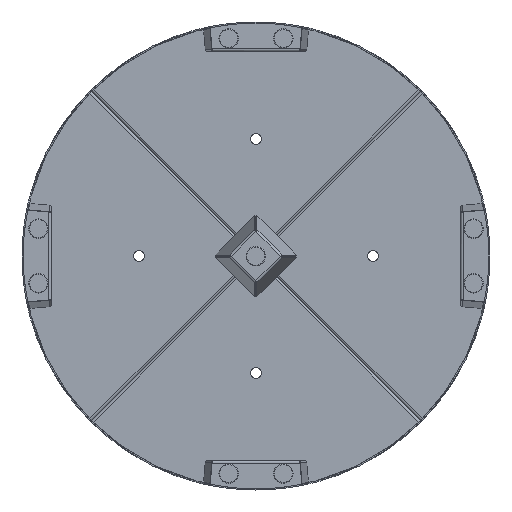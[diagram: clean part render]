
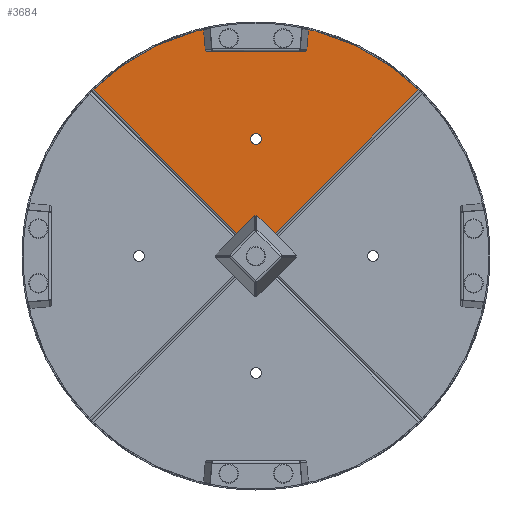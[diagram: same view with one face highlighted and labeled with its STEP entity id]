
A CAD part, front view. The second image highlights one B-rep face of the part: STEP entity #3684.
In plain terms, the highlighted planar face has unit normal (0, -1, 0).
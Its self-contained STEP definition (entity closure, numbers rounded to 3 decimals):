
#115 = CARTESIAN_POINT ( 'NONE',  ( -212.132, -3., -212.132 ) ) ;
#171 = CARTESIAN_POINT ( 'NONE',  ( -212.132, -3., -212.132 ) ) ;
#272 = FACE_OUTER_BOUND ( 'NONE', #3226, .T. ) ;
#346 = CARTESIAN_POINT ( 'NONE',  ( 0., -3., 0. ) ) ;
#399 = VERTEX_POINT ( 'NONE', #4767 ) ;
#927 = EDGE_CURVE ( 'NONE', #6938, #5550, #6485, .T. ) ;
#1078 = CARTESIAN_POINT ( 'NONE',  ( -6., -3., -6. ) ) ;
#1252 = DIRECTION ( 'NONE',  ( 0., 1., 0. ) ) ;
#1498 = CARTESIAN_POINT ( 'NONE',  ( -596.97, -3., -6. ) ) ;
#1976 = AXIS2_PLACEMENT_3D ( 'NONE', #346, #6298, #6878 ) ;
#2220 = AXIS2_PLACEMENT_3D ( 'NONE', #171, #4966, #4929 ) ;
#2226 = ORIENTED_EDGE ( 'NONE', *, *, #2573, .T. ) ;
#2352 = CIRCLE ( 'NONE', #3758, 597. ) ;
#2412 = EDGE_CURVE ( 'NONE', #399, #2547, #3853, .T. ) ;
#2428 = ORIENTED_EDGE ( 'NONE', *, *, #4217, .F. ) ;
#2547 = VERTEX_POINT ( 'NONE', #5027 ) ;
#2573 = EDGE_CURVE ( 'NONE', #4292, #6938, #3818, .T. ) ;
#2586 = DIRECTION ( 'NONE',  ( 0., 0., 1. ) ) ;
#3226 = EDGE_LOOP ( 'NONE', ( #2428, #2226, #5330 ) ) ;
#3351 = EDGE_CURVE ( 'NONE', #2547, #399, #5641, .T. ) ;
#3465 = AXIS2_PLACEMENT_3D ( 'NONE', #115, #1252, #2586 ) ;
#3572 = CARTESIAN_POINT ( 'NONE',  ( 0., -3., -6. ) ) ;
#3576 = VECTOR ( 'NONE', #5192, 1000. ) ;
#3684 = ADVANCED_FACE ( 'NONE', ( #5740, #272 ), #6334, .T. ) ;
#3758 = AXIS2_PLACEMENT_3D ( 'NONE', #7693, #4672, #7112 ) ;
#3818 = LINE ( 'NONE', #7426, #5734 ) ;
#3853 = CIRCLE ( 'NONE', #3465, 13.5 ) ;
#4085 = CARTESIAN_POINT ( 'NONE',  ( -6., -3., -596.97 ) ) ;
#4217 = EDGE_CURVE ( 'NONE', #4292, #5550, #2352, .T. ) ;
#4292 = VERTEX_POINT ( 'NONE', #4085 ) ;
#4390 = EDGE_LOOP ( 'NONE', ( #7163, #7360 ) ) ;
#4672 = DIRECTION ( 'NONE',  ( 0., 1., 0. ) ) ;
#4767 = CARTESIAN_POINT ( 'NONE',  ( -212.132, -3., -198.632 ) ) ;
#4929 = DIRECTION ( 'NONE',  ( 0., 0., 1. ) ) ;
#4966 = DIRECTION ( 'NONE',  ( 0., 1., 0. ) ) ;
#5027 = CARTESIAN_POINT ( 'NONE',  ( -212.132, -3., -225.632 ) ) ;
#5192 = DIRECTION ( 'NONE',  ( -1., 0., 0. ) ) ;
#5330 = ORIENTED_EDGE ( 'NONE', *, *, #927, .T. ) ;
#5550 = VERTEX_POINT ( 'NONE', #1498 ) ;
#5641 = CIRCLE ( 'NONE', #2220, 13.5 ) ;
#5734 = VECTOR ( 'NONE', #6221, 1000. ) ;
#5740 = FACE_BOUND ( 'NONE', #4390, .T. ) ;
#6221 = DIRECTION ( 'NONE',  ( 0., 0., 1. ) ) ;
#6298 = DIRECTION ( 'NONE',  ( 0., -1., 0. ) ) ;
#6334 = PLANE ( 'NONE',  #1976 ) ;
#6485 = LINE ( 'NONE', #3572, #3576 ) ;
#6878 = DIRECTION ( 'NONE',  ( 0., 0., -1. ) ) ;
#6938 = VERTEX_POINT ( 'NONE', #1078 ) ;
#7112 = DIRECTION ( 'NONE',  ( 0., 0., -1. ) ) ;
#7163 = ORIENTED_EDGE ( 'NONE', *, *, #2412, .T. ) ;
#7360 = ORIENTED_EDGE ( 'NONE', *, *, #3351, .T. ) ;
#7426 = CARTESIAN_POINT ( 'NONE',  ( -6., -3., -597. ) ) ;
#7693 = CARTESIAN_POINT ( 'NONE',  ( 0., -3., 0. ) ) ;
